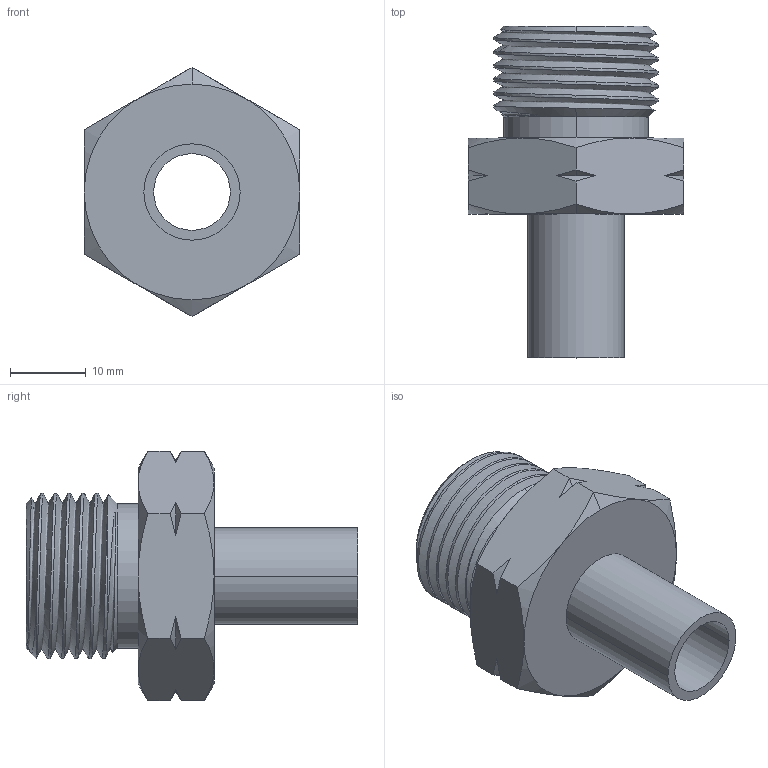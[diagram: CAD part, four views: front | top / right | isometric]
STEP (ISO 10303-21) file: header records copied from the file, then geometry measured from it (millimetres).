
FILE_DESCRIPTION (( 'STEP AP203' ), '1' );
FILE_NAME ('AD-JIS22LSS-8TS-P.STEP', '2025-08-19T12:56:06', ( '' ), ( '' ), 'SwSTEP 2.0', 'SolidWorks 2018', '' );
FILE_SCHEMA (( 'CONFIG_CONTROL_DESIGN' ));
Length unit declared in the file: inch
Products named in the file (1): AD-JIS22LSS-8TS-P
Bounding box: 28.57 x 43.94 x 33 mm (x, y, z)
Volume: 10334.3 mm3; surface area: 6021.1 mm2
Topology: 1 solids, 1 shells, 196 faces, 512 edges, 334 vertices
Faces by surface type: plane 82, bspline 57, cone 37, cylinder 20
Entity records: 12105 total; most frequent: CARTESIAN_POINT 7707, ORIENTED_EDGE 1024, DIRECTION 651, EDGE_CURVE 512, VERTEX_POINT 334, LINE 273, VECTOR 273, EDGE_LOOP 214
